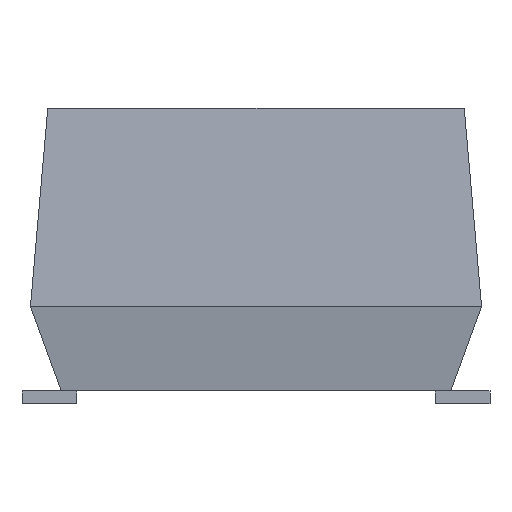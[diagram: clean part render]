
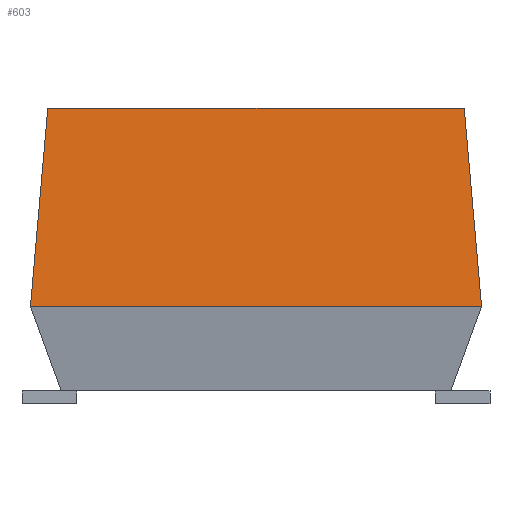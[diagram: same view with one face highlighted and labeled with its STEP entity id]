
A CAD part, left-side view. The second image highlights one B-rep face of the part: STEP entity #603.
In plain terms, the highlighted planar face has unit normal (-0.996, 0, 0.087).
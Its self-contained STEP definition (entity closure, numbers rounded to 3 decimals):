
#603 = ADVANCED_FACE( '', ( #1277 ), #1278, .T. );
#1277 = FACE_OUTER_BOUND( '', #2029, .T. );
#1278 = PLANE( '', #2030 );
#2029 = EDGE_LOOP( '', ( #4177, #4178, #4179, #4180 ) );
#2030 = AXIS2_PLACEMENT_3D( '', #4181, #4182, #4183 );
#4177 = ORIENTED_EDGE( '', *, *, #4983, .T. );
#4178 = ORIENTED_EDGE( '', *, *, #5427, .T. );
#4179 = ORIENTED_EDGE( '', *, *, #4947, .F. );
#4180 = ORIENTED_EDGE( '', *, *, #5235, .F. );
#4181 = CARTESIAN_POINT( '', ( -7.62, -19.79, -1.35 ) );
#4182 = DIRECTION( '', ( -0.996, 0., 0.087 ) );
#4183 = DIRECTION( '', ( 0.087, 0., 0.996 ) );
#4947 = EDGE_CURVE( '', #5933, #5934, #5935, .T. );
#4983 = EDGE_CURVE( '', #5997, #5995, #5998, .T. );
#5235 = EDGE_CURVE( '', #5997, #5933, #6393, .T. );
#5427 = EDGE_CURVE( '', #5995, #5934, #6635, .T. );
#5933 = VERTEX_POINT( '', #7765 );
#5934 = VERTEX_POINT( '', #7766 );
#5935 = LINE( '', #7767, #7768 );
#5995 = VERTEX_POINT( '', #7951 );
#5997 = VERTEX_POINT( '', #7954 );
#5998 = LINE( '', #7955, #7956 );
#6393 = LINE( '', #8993, #8994 );
#6635 = LINE( '', #9557, #9558 );
#7765 = CARTESIAN_POINT( '', ( -7.62, -5.35, -1.35 ) );
#7766 = CARTESIAN_POINT( '', ( -7.62, 5.35, -1.35 ) );
#7767 = CARTESIAN_POINT( '', ( -7.62, -19.79, -1.35 ) );
#7768 = VECTOR( '', #9906, 1000. );
#7951 = CARTESIAN_POINT( '', ( -7.209, 4.939, 3.35 ) );
#7954 = CARTESIAN_POINT( '', ( -7.209, -4.939, 3.35 ) );
#7955 = CARTESIAN_POINT( '', ( -7.209, -19.79, 3.35 ) );
#7956 = VECTOR( '', #9921, 1000. );
#8993 = CARTESIAN_POINT( '', ( -7.471, -5.201, 0.355 ) );
#8994 = VECTOR( '', #9999, 1000. );
#9557 = CARTESIAN_POINT( '', ( -7.471, 5.201, 0.355 ) );
#9558 = VECTOR( '', #10080, 1000. );
#9906 = DIRECTION( '', ( 0., 1., 0. ) );
#9921 = DIRECTION( '', ( 0., 1., 0. ) );
#9999 = DIRECTION( '', ( -0.087, -0.087, -0.992 ) );
#10080 = DIRECTION( '', ( -0.087, 0.087, -0.992 ) );
